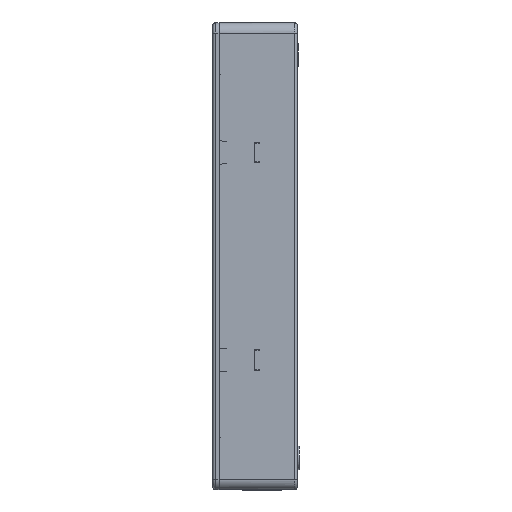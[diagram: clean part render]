
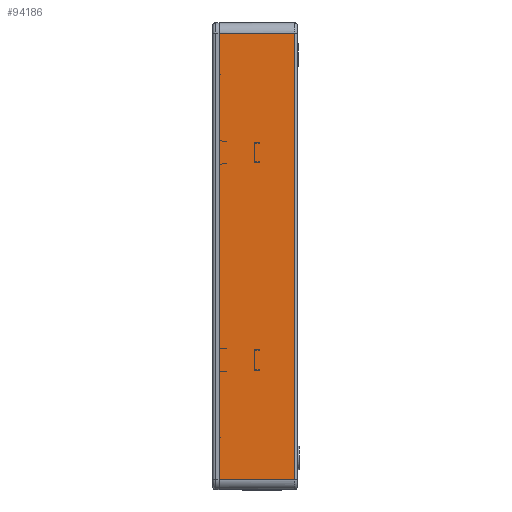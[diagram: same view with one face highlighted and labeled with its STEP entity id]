
A CAD part, left-side view. The second image highlights one B-rep face of the part: STEP entity #94186.
In plain terms, the highlighted planar face has unit normal (-1, 0, 0).
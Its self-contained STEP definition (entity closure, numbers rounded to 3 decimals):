
#10336=CARTESIAN_POINT('',(-158.,0.,
86.));
#10338=DIRECTION('',(0.,0.,1.));
#10339=VECTOR('',#10338,172.001);
#10340=CARTESIAN_POINT('',(-158.,0.,
-86.));
#10341=LINE('',#10340,#10339);
#10342=DIRECTION('',(0.,-1.,
0.));
#10343=VECTOR('',#10342,29.);
#10344=CARTESIAN_POINT('',(-158.,0.,
86.));
#10345=LINE('',#10344,#10343);
#10346=DIRECTION('',(0.,0.,-1.));
#10347=VECTOR('',#10346,172.);
#10348=CARTESIAN_POINT('',(-158.,-29.,86.));
#10349=LINE('',#10348,#10347);
#10350=DIRECTION('',(0.,1.,0.));
#10351=VECTOR('',#10350,29.);
#10352=CARTESIAN_POINT('',(-158.,-29.,-86.));
#10353=LINE('',#10352,#10351);
#59000=CARTESIAN_POINT('',(-158.,-29.,86.));
#59002=VERTEX_POINT('',#59000);
#59010=CARTESIAN_POINT('',(-158.,-29.,-86.));
#59011=VERTEX_POINT('',#59010);
#76169=VERTEX_POINT('',#10336);
#76170=CARTESIAN_POINT('',(-158.,0.,
-86.));
#76171=VERTEX_POINT('',#76170);
#94174=CARTESIAN_POINT('',(-158.,-14.5,0.));
#94175=DIRECTION('',(1.,0.,0.));
#94176=DIRECTION('',(0.,0.,1.));
#94177=AXIS2_PLACEMENT_3D('',#94174,#94175,#94176);
#94178=PLANE('',#94177);
#94180=ORIENTED_EDGE('',*,*,#94179,.T.);
#94181=ORIENTED_EDGE('',*,*,#94169,.T.);
#94182=ORIENTED_EDGE('',*,*,#79205,.T.);
#94183=ORIENTED_EDGE('',*,*,#93998,.T.);
#94184=EDGE_LOOP('',(#94180,#94181,#94182,#94183));
#94185=FACE_OUTER_BOUND('',#94184,.F.);
#94186=ADVANCED_FACE('',(#94185),#94178,.F.);
#79205=EDGE_CURVE('',#59002,#59011,#10349,.T.);
#93998=EDGE_CURVE('',#59011,#76171,#10353,.T.);
#94169=EDGE_CURVE('',#76169,#59002,#10345,.T.);
#94179=EDGE_CURVE('',#76171,#76169,#10341,.T.);
